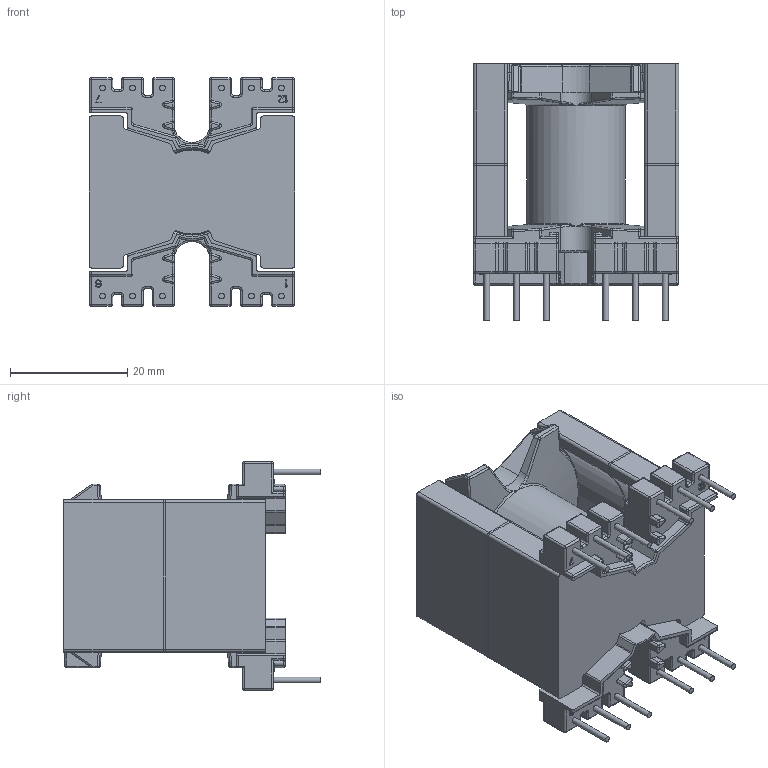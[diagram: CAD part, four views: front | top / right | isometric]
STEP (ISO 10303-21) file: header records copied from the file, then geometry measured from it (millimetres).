
FILE_DESCRIPTION(/* description */ (''),/* implementation_level */ '2;1');
FILE_NAME(/* name */ 'inductor v1.step',/* time_stamp */ '2024-08-25T12:20:34-04:00',/* author */ (''),/* organization */ (''),/* preprocessor_version */ 'ST-DEVELOPER v20',/* originating_system */ 'Autodesk Translation Framework v13.14.0.145',/* authorisation */ '');
FILE_SCHEMA (('AUTOMOTIVE_DESIGN { 1 0 10303 214 3 1 1 }'));
Products named in the file (3): inductor; PRT0001; PQ35_35_DG150_N95_N97
Assembly tree (3 placements, depth 2):
  inductor
    PRT0001
    PQ35_35_DG150_N95_N97  x2
Bounding box: 35.1 x 43.8 x 39 mm (x, y, z)
Volume: 6195.5 mm3; surface area: 16997.8 mm2
Topology: 1 solids, 241 shells, 1276 faces, 3742 edges, 2633 vertices
Faces by surface type: cylinder 488, plane 439, bspline 146, sphere 120, torus 77, cone 6
Full cylindrical faces by diameter (mm): 1 x12, 14.7 x1, 16.9 x1
Entity records: 51284 total; most frequent: CARTESIAN_POINT 21493, DIRECTION 6049, ORIENTED_EDGE 5539, EDGE_CURVE 3059, AXIS2_PLACEMENT_3D 2216, VERTEX_POINT 2054, LINE 1617, VECTOR 1617
